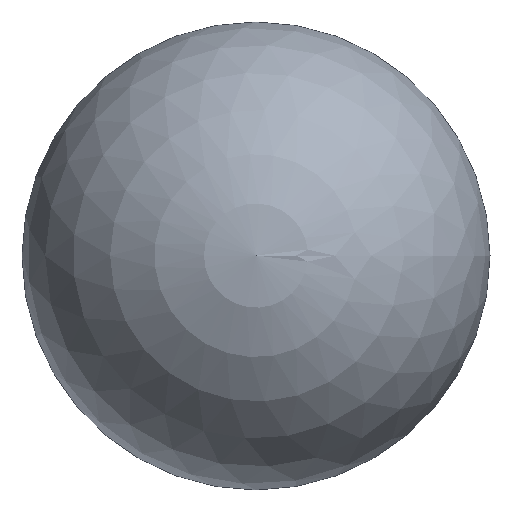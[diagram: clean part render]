
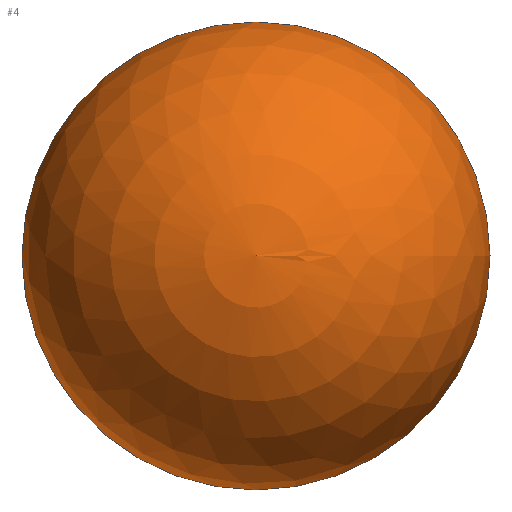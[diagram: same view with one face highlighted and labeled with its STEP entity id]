
A CAD part, top view. The second image highlights one B-rep face of the part: STEP entity #4.
In plain terms, the highlighted spherical face has radius 3 mm.
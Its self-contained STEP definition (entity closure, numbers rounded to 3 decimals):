
#4 = ADVANCED_FACE ( 'NONE', ( #111 ), #92, .T. ) ;
#7 = AXIS2_PLACEMENT_3D ( 'NONE', #31, #99, #43 ) ;
#17 = DIRECTION ( 'NONE',  ( 0., 0., 1. ) ) ;
#18 = CARTESIAN_POINT ( 'NONE',  ( -1., 103., 0. ) ) ;
#21 = AXIS2_PLACEMENT_3D ( 'NONE', #52, #17, #69 ) ;
#31 = CARTESIAN_POINT ( 'NONE',  ( -1., 103., 0. ) ) ;
#34 = DIRECTION ( 'NONE',  ( 0., 0., -1. ) ) ;
#43 = DIRECTION ( 'NONE',  ( 1., 0., 0. ) ) ;
#48 = CARTESIAN_POINT ( 'NONE',  ( -1., 106., 0. ) ) ;
#49 = ORIENTED_EDGE ( 'NONE', *, *, #97, .T. ) ;
#51 = EDGE_LOOP ( 'NONE', ( #64, #49 ) ) ;
#52 = CARTESIAN_POINT ( 'NONE',  ( -1., 103., 0. ) ) ;
#54 = VERTEX_POINT ( 'NONE', #48 ) ;
#64 = ORIENTED_EDGE ( 'NONE', *, *, #109, .F. ) ;
#68 = VERTEX_POINT ( 'NONE', #80 ) ;
#69 = DIRECTION ( 'NONE',  ( 1., 0., 0. ) ) ;
#80 = CARTESIAN_POINT ( 'NONE',  ( -1., 100., 0. ) ) ;
#83 = DIRECTION ( 'NONE',  ( -1., 0., 0. ) ) ;
#86 = CIRCLE ( 'NONE', #21, 3. ) ;
#88 = CIRCLE ( 'NONE', #101, 3. ) ;
#92 = SPHERICAL_SURFACE ( 'NONE', #7, 3. ) ;
#97 = EDGE_CURVE ( 'NONE', #68, #54, #86, .T. ) ;
#99 = DIRECTION ( 'NONE',  ( 0., 0., -1. ) ) ;
#101 = AXIS2_PLACEMENT_3D ( 'NONE', #18, #34, #83 ) ;
#109 = EDGE_CURVE ( 'NONE', #68, #54, #88, .T. ) ;
#111 = FACE_OUTER_BOUND ( 'NONE', #51, .T. ) ;
